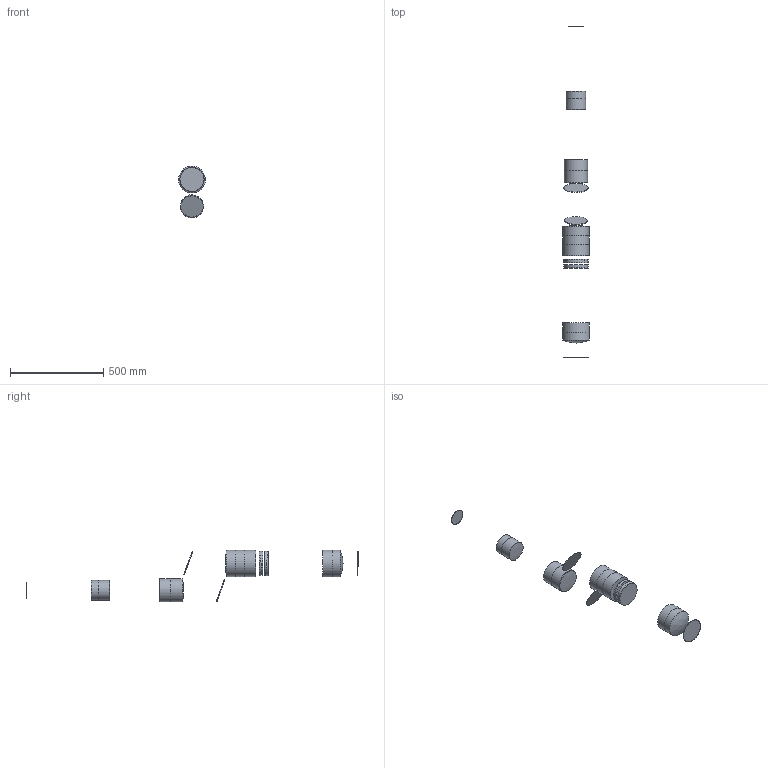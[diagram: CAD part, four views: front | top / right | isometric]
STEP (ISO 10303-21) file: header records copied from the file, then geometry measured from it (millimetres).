
FILE_DESCRIPTION ((), '1');
FILE_NAME ('m330b.STP', '2006-02-22T16:45:13', ('Unknown'), ('Unknown'), 'HarmonyWare STEP v1.2.6', 'HarmonyWare Translators', '');
FILE_SCHEMA (('CONFIG_CONTROL_DESIGN'));
Length unit declared in the file: millimetre
Products named in the file (18): product-name
Bounding box: 143.86 x 1776.66 x 277.82 mm (x, y, z)
Volume: 6893460.5 mm3; surface area: 713869.5 mm2
Topology: 18 solids, 18 shells, 62 faces, 78 edges, 54 vertices
Faces by surface type: cylinder 24, sphere 20, plane 18
Full cylindrical faces by diameter (mm): 85.284 x1, 106 x2, 124 x3, 129.211 x1, 140 x3, 144 x2
Entity records: 2946 total; most frequent: CARTESIAN_POINT 522, ORIENTED_EDGE 156, PERSON 144, ORGANIZATION 144, PERSON_AND_ORGANIZATION 144, DIRECTION 124, PERSON_AND_ORGANIZATION_ROLE 90, CC_DESIGN_PERSON_AND_ORGANIZATION_ASSIGNMENT 90
